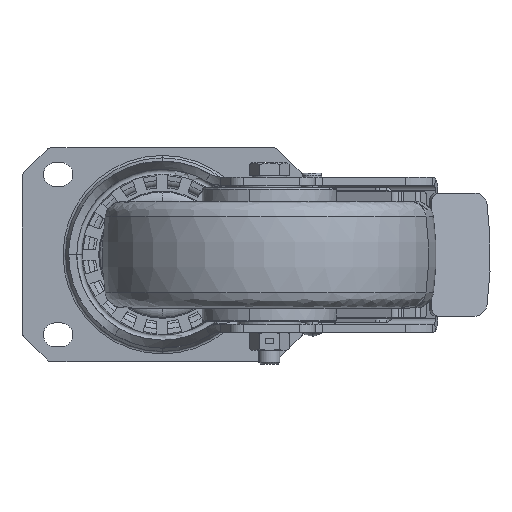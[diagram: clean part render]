
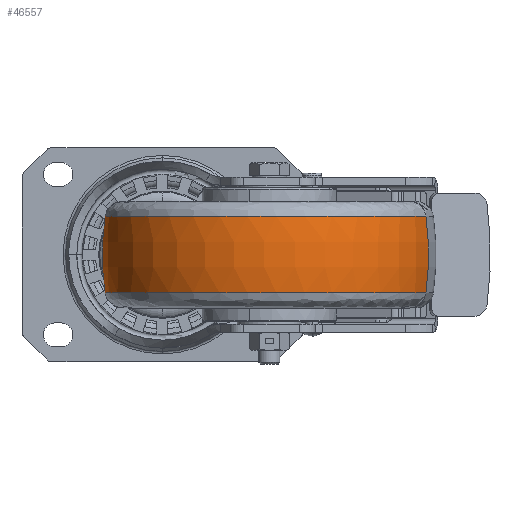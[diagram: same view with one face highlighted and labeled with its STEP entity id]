
A CAD part, front view. The second image highlights one B-rep face of the part: STEP entity #46557.
In plain terms, the highlighted toroidal (fillet/blend) face has major radius 37.5 mm and minor radius 100 mm.
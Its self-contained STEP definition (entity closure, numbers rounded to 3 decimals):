
#9289 = EDGE_CURVE ( 'NONE', #59334, #50024, #65347, .T. ) ;
#10192 = CARTESIAN_POINT ( 'NONE',  ( 98.612, -111.014, 14.337 ) ) ;
#12746 = DIRECTION ( 'NONE',  ( -0.301, -0.954, 0. ) ) ;
#13417 = ORIENTED_EDGE ( 'NONE', *, *, #9289, .T. ) ;
#15269 = VERTEX_POINT ( 'NONE', #58467 ) ;
#15311 = DIRECTION ( 'NONE',  ( -0.954, 0.301, 0. ) ) ;
#15388 = CARTESIAN_POINT ( 'NONE',  ( 98.612, -111.014, -14.337 ) ) ;
#15478 = ORIENTED_EDGE ( 'NONE', *, *, #27368, .F. ) ;
#19224 = EDGE_CURVE ( 'NONE', #15269, #20069, #48477, .T. ) ;
#20069 = VERTEX_POINT ( 'NONE', #15388 ) ;
#24580 = CARTESIAN_POINT ( 'NONE',  ( 75.759, -103.795, 0. ) ) ;
#24672 = AXIS2_PLACEMENT_3D ( 'NONE', #24580, #12746, #56415 ) ;
#25259 = EDGE_CURVE ( 'NONE', #50024, #15269, #49780, .T. ) ;
#27368 = EDGE_CURVE ( 'NONE', #59334, #20069, #43913, .T. ) ;
#28518 = DIRECTION ( 'NONE',  ( -0.954, 0.301, 0. ) ) ;
#29568 = EDGE_LOOP ( 'NONE', ( #15478, #13417, #34246, #55460 ) ) ;
#31132 = DIRECTION ( 'NONE',  ( 0.954, -0.301, 0. ) ) ;
#34246 = ORIENTED_EDGE ( 'NONE', *, *, #25259, .T. ) ;
#36484 = CARTESIAN_POINT ( 'NONE',  ( 40., -92.5, 0. ) ) ;
#39226 = CARTESIAN_POINT ( 'NONE',  ( 4.241, -81.205, 0. ) ) ;
#39329 = AXIS2_PLACEMENT_3D ( 'NONE', #59431, #64090, #31132 ) ;
#43913 = CIRCLE ( 'NONE', #57687, 100. ) ;
#45451 = FACE_OUTER_BOUND ( 'NONE', #29568, .T. ) ;
#46557 = ADVANCED_FACE ( 'NONE', ( #45451 ), #65620, .T. ) ;
#48477 = CIRCLE ( 'NONE', #39329, 61.467 ) ;
#48547 = DIRECTION ( 'NONE',  ( 0., 0., -1. ) ) ;
#49780 = CIRCLE ( 'NONE', #24672, 100. ) ;
#50024 = VERTEX_POINT ( 'NONE', #58008 ) ;
#55460 = ORIENTED_EDGE ( 'NONE', *, *, #19224, .T. ) ;
#55720 = DIRECTION ( 'NONE',  ( 0.301, 0.954, 0. ) ) ;
#56170 = AXIS2_PLACEMENT_3D ( 'NONE', #65055, #48547, #15311 ) ;
#56415 = DIRECTION ( 'NONE',  ( 0.954, -0.301, 0. ) ) ;
#56450 = AXIS2_PLACEMENT_3D ( 'NONE', #36484, #57975, #69392 ) ;
#57687 = AXIS2_PLACEMENT_3D ( 'NONE', #39226, #55720, #28518 ) ;
#57975 = DIRECTION ( 'NONE',  ( 0., 0., -1. ) ) ;
#58008 = CARTESIAN_POINT ( 'NONE',  ( -18.612, -73.986, 14.337 ) ) ;
#58467 = CARTESIAN_POINT ( 'NONE',  ( -18.612, -73.986, -14.337 ) ) ;
#59334 = VERTEX_POINT ( 'NONE', #10192 ) ;
#59431 = CARTESIAN_POINT ( 'NONE',  ( 40., -92.5, -14.337 ) ) ;
#64090 = DIRECTION ( 'NONE',  ( 0., 0., 1. ) ) ;
#65055 = CARTESIAN_POINT ( 'NONE',  ( 40., -92.5, 14.337 ) ) ;
#65347 = CIRCLE ( 'NONE', #56170, 61.467 ) ;
#65620 = TOROIDAL_SURFACE ( 'NONE', #56450, -37.5, 100. ) ;
#69392 = DIRECTION ( 'NONE',  ( -0.954, 0.301, 0. ) ) ;
